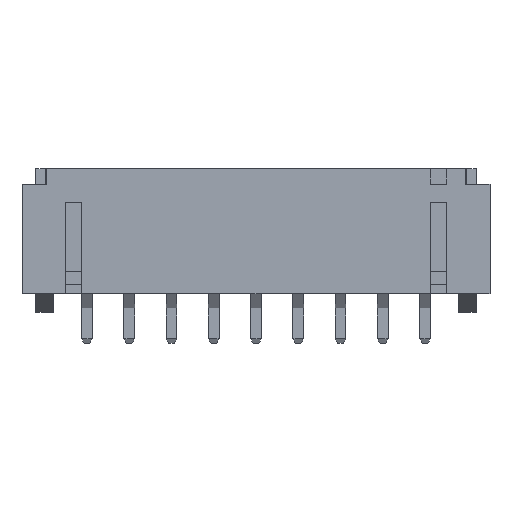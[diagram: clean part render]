
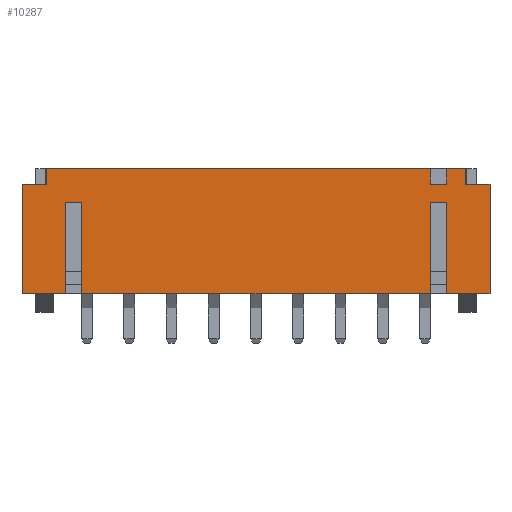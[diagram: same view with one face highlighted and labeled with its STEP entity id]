
A CAD part, top view. The second image highlights one B-rep face of the part: STEP entity #10287.
In plain terms, the highlighted planar face has unit normal (0, 0, 1).
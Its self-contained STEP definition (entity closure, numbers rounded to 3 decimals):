
#358=ORIENTED_EDGE('',*,*,#2493,.F.);
#359=ORIENTED_EDGE('',*,*,#2494,.T.);
#360=ORIENTED_EDGE('',*,*,#2495,.T.);
#361=ORIENTED_EDGE('',*,*,#2496,.T.);
#362=ORIENTED_EDGE('',*,*,#2497,.F.);
#363=ORIENTED_EDGE('',*,*,#2498,.F.);
#364=ORIENTED_EDGE('',*,*,#2499,.T.);
#365=ORIENTED_EDGE('',*,*,#2500,.T.);
#366=ORIENTED_EDGE('',*,*,#2501,.T.);
#367=ORIENTED_EDGE('',*,*,#2502,.T.);
#368=ORIENTED_EDGE('',*,*,#2503,.T.);
#369=ORIENTED_EDGE('',*,*,#2504,.T.);
#370=ORIENTED_EDGE('',*,*,#2505,.T.);
#371=ORIENTED_EDGE('',*,*,#2506,.T.);
#372=ORIENTED_EDGE('',*,*,#2507,.T.);
#373=ORIENTED_EDGE('',*,*,#2508,.T.);
#374=ORIENTED_EDGE('',*,*,#2509,.T.);
#375=ORIENTED_EDGE('',*,*,#2510,.T.);
#376=ORIENTED_EDGE('',*,*,#2511,.F.);
#377=ORIENTED_EDGE('',*,*,#2512,.T.);
#2493=EDGE_CURVE('',#3560,#3561,#4249,.T.);
#2494=EDGE_CURVE('',#3560,#3562,#4250,.T.);
#2495=EDGE_CURVE('',#3562,#3563,#4251,.T.);
#2496=EDGE_CURVE('',#3563,#3564,#4252,.T.);
#2497=EDGE_CURVE('',#3565,#3564,#4253,.T.);
#2498=EDGE_CURVE('',#3566,#3565,#4254,.T.);
#2499=EDGE_CURVE('',#3566,#3567,#4255,.T.);
#2500=EDGE_CURVE('',#3567,#3568,#4256,.T.);
#2501=EDGE_CURVE('',#3568,#3569,#4257,.T.);
#2502=EDGE_CURVE('',#3569,#3570,#4258,.T.);
#2503=EDGE_CURVE('',#3570,#3571,#4259,.T.);
#2504=EDGE_CURVE('',#3571,#3572,#4260,.T.);
#2505=EDGE_CURVE('',#3572,#3573,#4261,.T.);
#2506=EDGE_CURVE('',#3573,#3574,#4262,.T.);
#2507=EDGE_CURVE('',#3574,#3575,#4263,.T.);
#2508=EDGE_CURVE('',#3575,#3576,#4264,.T.);
#2509=EDGE_CURVE('',#3576,#3577,#4265,.T.);
#2510=EDGE_CURVE('',#3577,#3578,#4266,.T.);
#2511=EDGE_CURVE('',#3579,#3578,#4267,.T.);
#2512=EDGE_CURVE('',#3579,#3561,#4268,.T.);
#3560=VERTEX_POINT('',#12780);
#3561=VERTEX_POINT('',#12781);
#3562=VERTEX_POINT('',#12783);
#3563=VERTEX_POINT('',#12785);
#3564=VERTEX_POINT('',#12787);
#3565=VERTEX_POINT('',#12789);
#3566=VERTEX_POINT('',#12791);
#3567=VERTEX_POINT('',#12793);
#3568=VERTEX_POINT('',#12795);
#3569=VERTEX_POINT('',#12797);
#3570=VERTEX_POINT('',#12799);
#3571=VERTEX_POINT('',#12801);
#3572=VERTEX_POINT('',#12803);
#3573=VERTEX_POINT('',#12805);
#3574=VERTEX_POINT('',#12807);
#3575=VERTEX_POINT('',#12809);
#3576=VERTEX_POINT('',#12811);
#3577=VERTEX_POINT('',#12813);
#3578=VERTEX_POINT('',#12815);
#3579=VERTEX_POINT('',#12817);
#4249=LINE('',#12779,#5051);
#4250=LINE('',#12782,#5052);
#4251=LINE('',#12784,#5053);
#4252=LINE('',#12786,#5054);
#4253=LINE('',#12788,#5055);
#4254=LINE('',#12790,#5056);
#4255=LINE('',#12792,#5057);
#4256=LINE('',#12794,#5058);
#4257=LINE('',#12796,#5059);
#4258=LINE('',#12798,#5060);
#4259=LINE('',#12800,#5061);
#4260=LINE('',#12802,#5062);
#4261=LINE('',#12804,#5063);
#4262=LINE('',#12806,#5064);
#4263=LINE('',#12808,#5065);
#4264=LINE('',#12810,#5066);
#4265=LINE('',#12812,#5067);
#4266=LINE('',#12814,#5068);
#4267=LINE('',#12816,#5069);
#4268=LINE('',#12818,#5070);
#5051=VECTOR('',#11169,1000.);
#5052=VECTOR('',#11170,1000.);
#5053=VECTOR('',#11171,1000.);
#5054=VECTOR('',#11172,1000.);
#5055=VECTOR('',#11173,1000.);
#5056=VECTOR('',#11174,1000.);
#5057=VECTOR('',#11175,1000.);
#5058=VECTOR('',#11176,1000.);
#5059=VECTOR('',#11177,1000.);
#5060=VECTOR('',#11178,1000.);
#5061=VECTOR('',#11179,1000.);
#5062=VECTOR('',#11180,1000.);
#5063=VECTOR('',#11181,1000.);
#5064=VECTOR('',#11182,1000.);
#5065=VECTOR('',#11183,1000.);
#5066=VECTOR('',#11184,1000.);
#5067=VECTOR('',#11185,1000.);
#5068=VECTOR('',#11186,1000.);
#5069=VECTOR('',#11187,1000.);
#5070=VECTOR('',#11188,1000.);
#5846=EDGE_LOOP('',(#358,#359,#360,#361,#362,#363,#364,#365,#366,#367,#368,
#369,#370,#371,#372,#373,#374,#375,#376,#377));
#6322=FACE_BOUND('',#5846,.T.);
#6798=PLANE('',#10753);
#10287=ADVANCED_FACE('',(#6322),#6798,.T.);
#10753=AXIS2_PLACEMENT_3D('',#12778,#11167,#11168);
#11167=DIRECTION('',(0.,0.,1.));
#11168=DIRECTION('',(1.,0.,0.));
#11169=DIRECTION('',(1.,0.,0.));
#11170=DIRECTION('',(0.,-1.,0.));
#11171=DIRECTION('',(-1.,0.,0.));
#11172=DIRECTION('',(0.,1.,0.));
#11173=DIRECTION('',(1.,0.,0.));
#11174=DIRECTION('',(0.,1.,0.));
#11175=DIRECTION('',(-1.,0.,0.));
#11176=DIRECTION('',(0.,-1.,0.));
#11177=DIRECTION('',(1.,0.,0.));
#11178=DIRECTION('',(0.,1.,0.));
#11179=DIRECTION('',(1.,0.,0.));
#11180=DIRECTION('',(0.,-1.,0.));
#11181=DIRECTION('',(1.,0.,0.));
#11182=DIRECTION('',(0.,1.,0.));
#11183=DIRECTION('',(1.,0.,0.));
#11184=DIRECTION('',(0.,-1.,0.));
#11185=DIRECTION('',(1.,0.,0.));
#11186=DIRECTION('',(0.,1.,0.));
#11187=DIRECTION('',(1.,0.,0.));
#11188=DIRECTION('',(0.,1.,0.));
#12778=CARTESIAN_POINT('',(-9.905,2.337,5.385));
#12779=CARTESIAN_POINT('',(-9.905,8.255,5.385));
#12780=CARTESIAN_POINT('',(9.016,8.255,5.385));
#12781=CARTESIAN_POINT('',(9.905,8.255,5.385));
#12782=CARTESIAN_POINT('',(9.016,8.255,5.385));
#12783=CARTESIAN_POINT('',(9.016,7.521,5.385));
#12784=CARTESIAN_POINT('',(9.016,7.521,5.385));
#12785=CARTESIAN_POINT('',(8.252,7.521,5.385));
#12786=CARTESIAN_POINT('',(8.252,7.521,5.385));
#12787=CARTESIAN_POINT('',(8.252,8.255,5.385));
#12788=CARTESIAN_POINT('',(-9.905,8.255,5.385));
#12789=CARTESIAN_POINT('',(-9.905,8.255,5.385));
#12790=CARTESIAN_POINT('',(-9.905,2.337,5.385));
#12791=CARTESIAN_POINT('',(-9.905,7.521,5.385));
#12792=CARTESIAN_POINT('',(-9.6,7.521,5.385));
#12793=CARTESIAN_POINT('',(-11.073,7.521,5.385));
#12794=CARTESIAN_POINT('',(-11.073,7.521,5.385));
#12795=CARTESIAN_POINT('',(-11.073,2.337,5.385));
#12796=CARTESIAN_POINT('',(-9.905,2.337,5.385));
#12797=CARTESIAN_POINT('',(-9.016,2.337,5.385));
#12798=CARTESIAN_POINT('',(-9.016,2.337,5.385));
#12799=CARTESIAN_POINT('',(-9.016,6.655,5.385));
#12800=CARTESIAN_POINT('',(-9.016,6.655,5.385));
#12801=CARTESIAN_POINT('',(-8.254,6.655,5.385));
#12802=CARTESIAN_POINT('',(-8.254,6.655,5.385));
#12803=CARTESIAN_POINT('',(-8.254,2.337,5.385));
#12804=CARTESIAN_POINT('',(-9.905,2.337,5.385));
#12805=CARTESIAN_POINT('',(8.254,2.337,5.385));
#12806=CARTESIAN_POINT('',(8.254,2.337,5.385));
#12807=CARTESIAN_POINT('',(8.254,6.655,5.385));
#12808=CARTESIAN_POINT('',(8.254,6.655,5.385));
#12809=CARTESIAN_POINT('',(9.016,6.655,5.385));
#12810=CARTESIAN_POINT('',(9.016,6.655,5.385));
#12811=CARTESIAN_POINT('',(9.016,2.337,5.385));
#12812=CARTESIAN_POINT('',(-9.905,2.337,5.385));
#12813=CARTESIAN_POINT('',(11.073,2.337,5.385));
#12814=CARTESIAN_POINT('',(11.073,2.337,5.385));
#12815=CARTESIAN_POINT('',(11.073,7.521,5.385));
#12816=CARTESIAN_POINT('',(9.6,7.521,5.385));
#12817=CARTESIAN_POINT('',(9.905,7.521,5.385));
#12818=CARTESIAN_POINT('',(9.905,2.337,5.385));
